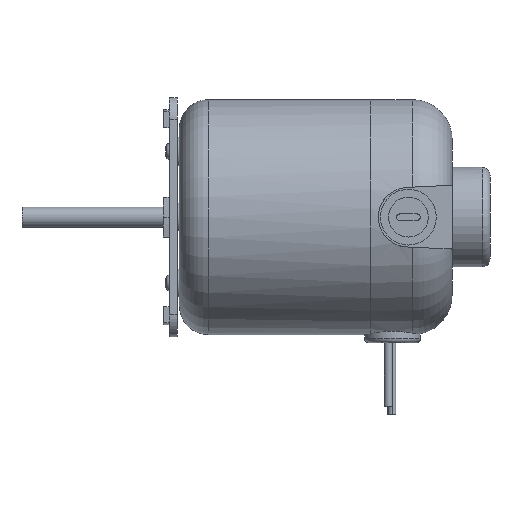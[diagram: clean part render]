
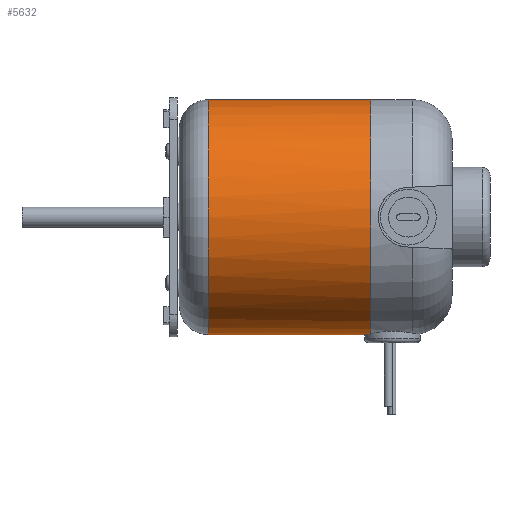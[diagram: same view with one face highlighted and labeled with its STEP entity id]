
A CAD part, front view. The second image highlights one B-rep face of the part: STEP entity #5632.
In plain terms, the highlighted cylindrical face has radius 29.5 mm (diameter 59 mm), a partial arc.
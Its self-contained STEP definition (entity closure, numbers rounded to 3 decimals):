
#5044=CARTESIAN_POINT('POINT9253',(9.8,0.,
   29.5));
#5045=VERTEX_POINT('VERTEX9253',#5044);
#5054=CARTESIAN_POINT('POINT9254',(9.8,0.,
   -29.5));
#5055=VERTEX_POINT('VERTEX9254',#5054);
#5063=CARTESIAN_POINT('POS12802',(9.8,0.,0.));
#5064=DIRECTION('DIR19847',(-1.,0.,0.));
#5065=DIRECTION('DIR19848',(0.,0.,1.));
#5066=AXIS2_PLACEMENT_3D('AXIS7046',#5063,#5064,#5065);
#5067=CIRCLE('ELLIPSE3422',#5066,29.5);
#5068=EDGE_CURVE('EDGE15161',#5055,#5045,#5067,.T.);
#5586=CARTESIAN_POINT('POINT9276',(50.5,0.,
   29.5));
#5587=VERTEX_POINT('VERTEX9276',#5586);
#5588=CARTESIAN_POINT('POS12827',(30.15,0.,
   29.5));
#5589=DIRECTION('DIR19891',(-1.,0.,0.));
#5590=VECTOR('VEC5763',#5589,1.);
#5591=LINE('STRAIGHT5763',#5588,#5590);
#5592=EDGE_CURVE('EDGE15196',#5587,#5045,#5591,.T.);
#5593=ORIENTED_EDGE('COEDGE30465',*,*,#5592,.T.);
#5594=ORIENTED_EDGE('COEDGE30466',*,*,#5068,.F.);
#5595=CARTESIAN_POINT('POINT9277',(49.,
   0.,-29.5));
#5596=VERTEX_POINT('VERTEX9277',#5595);
#5597=CARTESIAN_POINT('POS12828',(30.15,0.,
   -29.5));
#5598=DIRECTION('DIR19892',(1.,0.,0.));
#5599=VECTOR('VEC5764',#5598,1.);
#5600=LINE('STRAIGHT5764',#5597,#5599);
#5601=EDGE_CURVE('EDGE15197',#5055,#5596,#5600,.T.);
#5602=ORIENTED_EDGE('COEDGE30467',*,*,#5601,.T.);
#5603=CARTESIAN_POINT('POINT9278',(50.5,-4.33,
   -29.18));
#5604=VERTEX_POINT('VERTEX9278',#5603);
#5605=B_SPLINE_CURVE_WITH_KNOTS('SPLINE_CRV2775',3,(#5606,#5607,#5608,
   #5609,#5610,#5611,#5612,#5613,#5614,#5615),.UNSPECIFIED.,.F.,.F.,(4,2
   ,2,2,4),(6.115,6.62,
   7.943,9.267,10.591),
   .UNSPECIFIED.);
#5606=CARTESIAN_POINT('',(50.5,-4.33,
   -29.18));
#5607=CARTESIAN_POINT('',(50.393,-4.194,
   -29.201));
#5608=CARTESIAN_POINT('',(50.291,-4.054,
   -29.221));
#5609=CARTESIAN_POINT('',(49.936,-3.527,
   -29.291));
#5610=CARTESIAN_POINT('',(49.714,-3.114,
   -29.338));
#5611=CARTESIAN_POINT('',(49.356,-2.253,
   -29.417));
#5612=CARTESIAN_POINT('',(49.22,-1.803,
   -29.448));
#5613=CARTESIAN_POINT('',(49.042,-0.897,
   -29.49));
#5614=CARTESIAN_POINT('',(49.,-0.441,
   -29.5));
#5615=CARTESIAN_POINT('',(49.,0.,
   -29.5));
#5616=EDGE_CURVE('EDGE15198',#5604,#5596,#5605,.T.);
#5617=ORIENTED_EDGE('COEDGE30468',*,*,#5616,.F.);
#5618=CARTESIAN_POINT('POS12829',(50.5,0.,0.));
#5619=DIRECTION('DIR19893',(-1.,0.,0.));
#5620=DIRECTION('DIR19894',(0.,0.,1.));
#5621=AXIS2_PLACEMENT_3D('AXIS7065',#5618,#5619,#5620);
#5622=CIRCLE('ELLIPSE3433',#5621,29.5);
#5623=EDGE_CURVE('EDGE15199',#5604,#5587,#5622,.T.);
#5624=ORIENTED_EDGE('COEDGE30469',*,*,#5623,.T.);
#5625=EDGE_LOOP('NONE',(#5593,#5594,#5602,#5617,#5624));
#5626=FACE_BOUND('LOOP1',#5625,.T.);
#5627=CARTESIAN_POINT('POS12830',(30.15,0.,0.));
#5628=DIRECTION('DIR19895',(-1.,0.,0.));
#5629=DIRECTION('DIR19896',(0.,0.,1.));
#5630=AXIS2_PLACEMENT_3D('AXIS7066',#5627,#5628,#5629);
#5631=CYLINDRICAL_SURFACE('CONE_SURF1326',#5630,29.5);
#5632=ADVANCED_FACE('FACE6608',(#5626),#5631,.T.);
